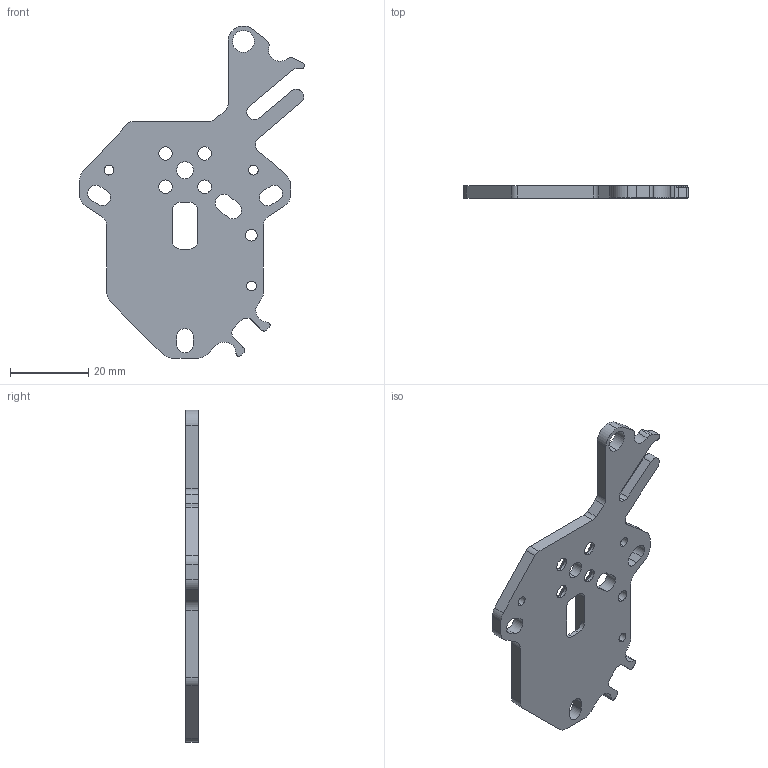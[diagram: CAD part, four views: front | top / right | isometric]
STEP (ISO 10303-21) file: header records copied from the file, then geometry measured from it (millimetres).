
FILE_DESCRIPTION (( 'STEP AP214' ), '1' );
FILE_NAME ('Vertigo MK1 Toolhead Plate.STEP', '2025-02-25T07:25:22', ( '' ), ( '' ), '', '', '' );
FILE_SCHEMA (( 'AUTOMOTIVE_DESIGN' ));
Length unit declared in the file: millimetre
Products named in the file (1): Vertigo MK1 Toolhead Plate
Bounding box: 57.55 x 3.17 x 85.01 mm (x, y, z)
Volume: 7003.1 mm3; surface area: 6487.2 mm2
Topology: 1 solids, 1 shells, 146 faces, 426 edges, 281 vertices
Faces by surface type: cylinder 84, plane 47, cone 15
Entity records: 5074 total; most frequent: DIRECTION 899, CARTESIAN_POINT 890, ORIENTED_EDGE 852, EDGE_CURVE 426, AXIS2_PLACEMENT_3D 334, VERTEX_POINT 281, LINE 231, VECTOR 231
